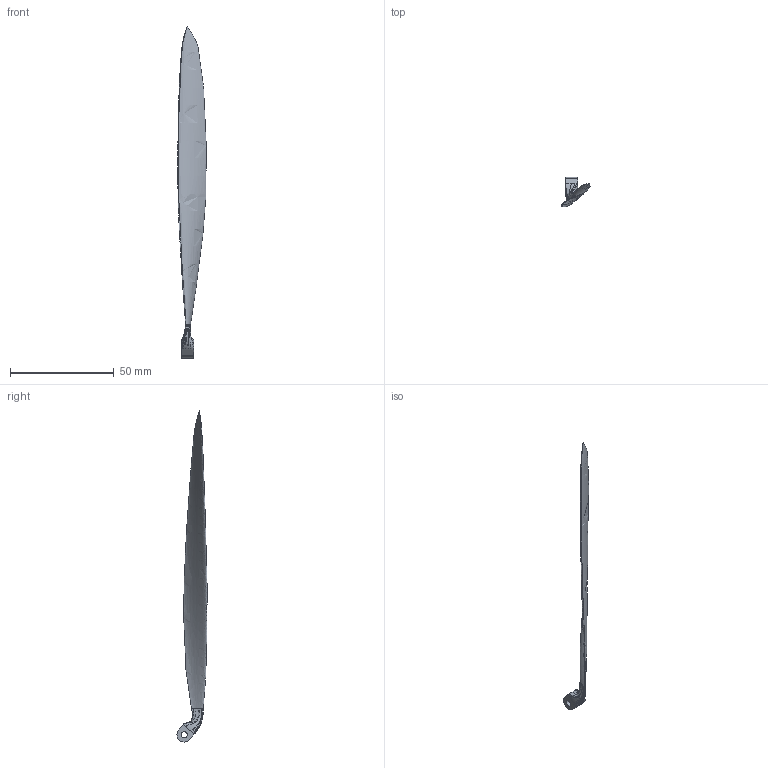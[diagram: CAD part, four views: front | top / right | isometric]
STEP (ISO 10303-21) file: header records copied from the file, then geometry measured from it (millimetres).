
FILE_DESCRIPTION(/* description */ ('Alibre Inc.'),/* implementation_level */ '2;1');
FILE_NAME(/* name */ 'export0',/* time_stamp */ '2018-10-23T12:46:44+02:00',/* author */ (''),/* organization */ (''),/* preprocessor_version */ 'ST-DEVELOPER v17',/* originating_system */ 'Alibre',/* authorisation */ '');
FILE_SCHEMA (('CONFIG_CONTROL_DESIGN'));
Length unit declared in the file: metre
Products named in the file (1): ID_1
Bounding box: 13.69 x 14.47 x 160 mm (x, y, z)
Volume: 2441.8 mm3; surface area: 4349.4 mm2
Topology: 1 solids, 1 shells, 51 faces, 149 edges, 98 vertices
Faces by surface type: bspline 25, plane 24, cylinder 2
Full cylindrical faces by diameter (mm): 3 x1
Entity records: 4680 total; most frequent: CARTESIAN_POINT 3596, ORIENTED_EDGE 292, EDGE_CURVE 146, VERTEX_POINT 98, DIRECTION 72, B_SPLINE_CURVE_WITH_KNOTS 70, EDGE_LOOP 54, FACE_BOUND 54
